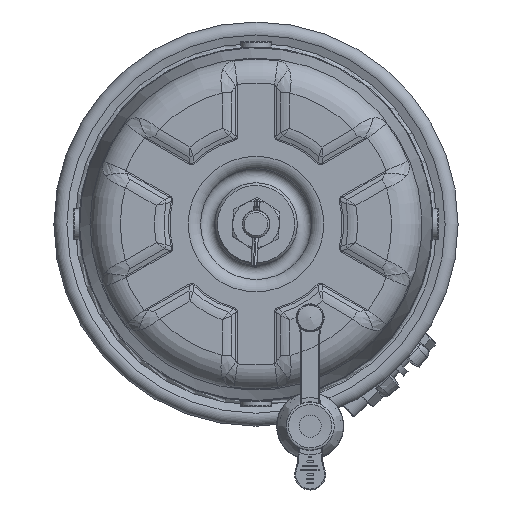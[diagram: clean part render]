
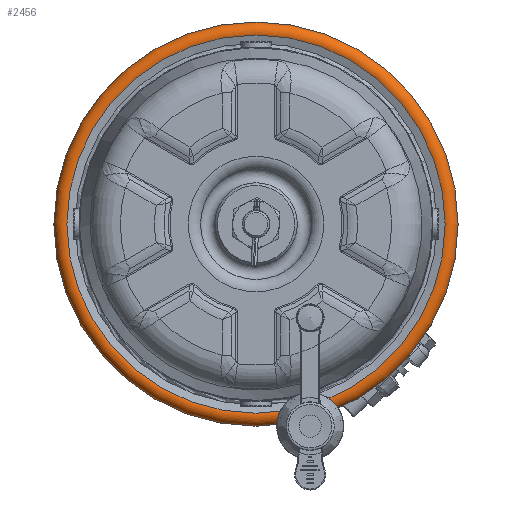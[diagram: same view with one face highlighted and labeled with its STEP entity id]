
A CAD part, left-side view. The second image highlights one B-rep face of the part: STEP entity #2456.
In plain terms, the highlighted toroidal (fillet/blend) face has major radius 99.5 mm and minor radius 5 mm.
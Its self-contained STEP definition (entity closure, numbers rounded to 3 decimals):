
#2456 = ADVANCED_FACE( '', ( #5180, #5181 ), #5182, .T. );
#5180 = FACE_OUTER_BOUND( '', #24014, .T. );
#5181 = FACE_OUTER_BOUND( '', #24015, .T. );
#5182 = TOROIDAL_SURFACE( '', #24016, 99.5, 5. );
#24014 = EDGE_LOOP( '', ( #33967 ) );
#24015 = EDGE_LOOP( '', ( #33968 ) );
#24016 = AXIS2_PLACEMENT_3D( '', #33969, #33970, #33971 );
#33967 = ORIENTED_EDGE( '', *, *, #36809, .T. );
#33968 = ORIENTED_EDGE( '', *, *, #37675, .F. );
#33969 = CARTESIAN_POINT( '', ( -173.844, 0., 0. ) );
#33970 = DIRECTION( '', ( 1., 0., 0. ) );
#33971 = DIRECTION( '', ( 0., -0.128, -0.992 ) );
#36809 = EDGE_CURVE( '', #40761, #40761, #40762, .T. );
#37675 = EDGE_CURVE( '', #41901, #41901, #41902, .T. );
#40761 = VERTEX_POINT( '', #52217 );
#40762 = CIRCLE( '', #52218, 97.79 );
#41901 = VERTEX_POINT( '', #56932 );
#41902 = CIRCLE( '', #56933, 104.5 );
#52217 = CARTESIAN_POINT( '', ( -178.543, -97.79, 0. ) );
#52218 = AXIS2_PLACEMENT_3D( '', #60371, #60372, #60373 );
#56932 = CARTESIAN_POINT( '', ( -173.844, 104.5, 0. ) );
#56933 = AXIS2_PLACEMENT_3D( '', #60892, #60893, #60894 );
#60371 = CARTESIAN_POINT( '', ( -178.543, 0., 0. ) );
#60372 = DIRECTION( '', ( 1., 0., 0. ) );
#60373 = DIRECTION( '', ( 0., -1., 0. ) );
#60892 = CARTESIAN_POINT( '', ( -173.844, 0., 0. ) );
#60893 = DIRECTION( '', ( 1., 0., 0. ) );
#60894 = DIRECTION( '', ( 0., 1., 0. ) );
